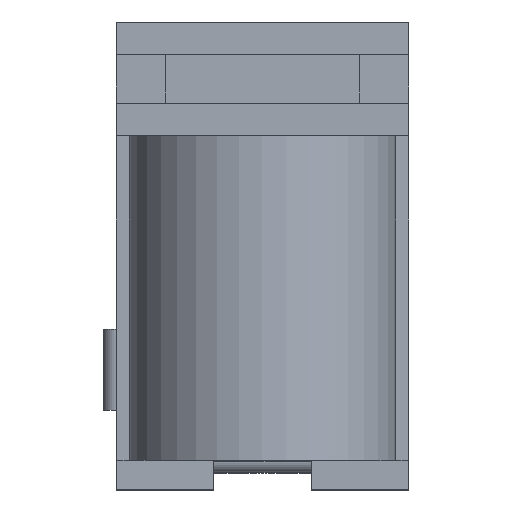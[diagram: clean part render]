
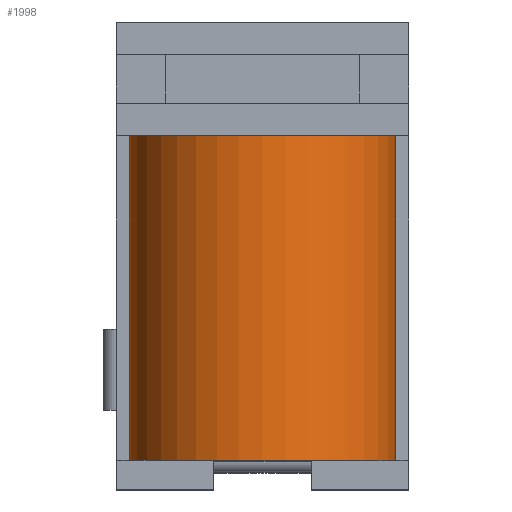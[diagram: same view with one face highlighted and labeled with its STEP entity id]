
A CAD part, top view. The second image highlights one B-rep face of the part: STEP entity #1998.
In plain terms, the highlighted cylindrical face has radius 4.1 mm (diameter 8.2 mm), a partial arc.
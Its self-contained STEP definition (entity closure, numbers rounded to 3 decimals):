
#428 = PLANE('',#429);
#429 = AXIS2_PLACEMENT_3D('',#430,#431,#432);
#430 = CARTESIAN_POINT('',(0.,4.2,5.5));
#431 = DIRECTION('',(0.,1.,0.));
#432 = DIRECTION('',(0.,0.,1.));
#951 = PLANE('',#952);
#952 = AXIS2_PLACEMENT_3D('',#953,#954,#955);
#953 = CARTESIAN_POINT('',(0.,-5.8,4.459));
#954 = DIRECTION('',(0.,-1.,0.));
#955 = DIRECTION('',(0.,0.,-1.));
#977 = PLANE('',#978);
#978 = AXIS2_PLACEMENT_3D('',#979,#980,#981);
#979 = CARTESIAN_POINT('',(4.5,4.2,6.5));
#980 = DIRECTION('',(0.,0.,-1.));
#981 = DIRECTION('',(-1.,0.,0.));
#1017 = VERTEX_POINT('',#1018);
#1018 = CARTESIAN_POINT('',(4.1,4.2,6.5));
#1039 = EDGE_CURVE('',#1017,#1040,#1042,.T.);
#1040 = VERTEX_POINT('',#1041);
#1041 = CARTESIAN_POINT('',(-4.1,4.2,6.5));
#1042 = SURFACE_CURVE('',#1043,(#1048,#1059),.PCURVE_S1.);
#1043 = CIRCLE('',#1044,4.1);
#1044 = AXIS2_PLACEMENT_3D('',#1045,#1046,#1047);
#1045 = CARTESIAN_POINT('',(0.,4.2,6.5));
#1046 = DIRECTION('',(0.,-1.,0.));
#1047 = DIRECTION('',(1.,0.,0.));
#1048 = PCURVE('',#428,#1049);
#1049 = DEFINITIONAL_REPRESENTATION('',(#1050),#1058);
#1050 = ( BOUNDED_CURVE() B_SPLINE_CURVE(2,(#1051,#1052,#1053,#1054,
#1055,#1056,#1057),.UNSPECIFIED.,.T.,.F.) B_SPLINE_CURVE_WITH_KNOTS((1,2
    ,2,2,2,1),(-2.094,0.,2.094,4.189,
6.283,8.378),.UNSPECIFIED.) CURVE() 
GEOMETRIC_REPRESENTATION_ITEM() RATIONAL_B_SPLINE_CURVE((1.,0.5,1.,0.5,
1.,0.5,1.)) REPRESENTATION_ITEM('') );
#1051 = CARTESIAN_POINT('',(1.,4.1));
#1052 = CARTESIAN_POINT('',(8.101,4.1));
#1053 = CARTESIAN_POINT('',(4.551,-2.05));
#1054 = CARTESIAN_POINT('',(1.,-8.2));
#1055 = CARTESIAN_POINT('',(-2.551,-2.05));
#1056 = CARTESIAN_POINT('',(-6.101,4.1));
#1057 = CARTESIAN_POINT('',(1.,4.1));
#1058 = ( GEOMETRIC_REPRESENTATION_CONTEXT(2) 
PARAMETRIC_REPRESENTATION_CONTEXT() REPRESENTATION_CONTEXT('2D SPACE',''
  ) );
#1059 = PCURVE('',#1060,#1065);
#1060 = CYLINDRICAL_SURFACE('',#1061,4.1);
#1061 = AXIS2_PLACEMENT_3D('',#1062,#1063,#1064);
#1062 = CARTESIAN_POINT('',(0.,4.2,6.5));
#1063 = DIRECTION('',(0.,1.,0.));
#1064 = DIRECTION('',(1.,0.,0.));
#1065 = DEFINITIONAL_REPRESENTATION('',(#1066),#1069);
#1066 = B_SPLINE_CURVE_WITH_KNOTS('',1,(#1067,#1068),.UNSPECIFIED.,.F.,
  .F.,(2,2),(0.,3.142),.PIECEWISE_BEZIER_KNOTS.);
#1067 = CARTESIAN_POINT('',(0.,0.));
#1068 = CARTESIAN_POINT('',(-3.142,0.));
#1069 = ( GEOMETRIC_REPRESENTATION_CONTEXT(2) 
PARAMETRIC_REPRESENTATION_CONTEXT() REPRESENTATION_CONTEXT('2D SPACE',''
  ) );
#1085 = PLANE('',#1086);
#1086 = AXIS2_PLACEMENT_3D('',#1087,#1088,#1089);
#1087 = CARTESIAN_POINT('',(-4.5,4.2,6.5));
#1088 = DIRECTION('',(0.,0.,1.));
#1089 = DIRECTION('',(1.,0.,0.));
#1776 = VERTEX_POINT('',#1777);
#1777 = CARTESIAN_POINT('',(4.1,-5.8,6.5));
#1798 = EDGE_CURVE('',#1017,#1776,#1799,.T.);
#1799 = SURFACE_CURVE('',#1800,(#1804,#1811),.PCURVE_S1.);
#1800 = LINE('',#1801,#1802);
#1801 = CARTESIAN_POINT('',(4.1,4.2,6.5));
#1802 = VECTOR('',#1803,1.);
#1803 = DIRECTION('',(0.,-1.,0.));
#1804 = PCURVE('',#977,#1805);
#1805 = DEFINITIONAL_REPRESENTATION('',(#1806),#1810);
#1806 = LINE('',#1807,#1808);
#1807 = CARTESIAN_POINT('',(0.4,0.));
#1808 = VECTOR('',#1809,1.);
#1809 = DIRECTION('',(0.,-1.));
#1810 = ( GEOMETRIC_REPRESENTATION_CONTEXT(2) 
PARAMETRIC_REPRESENTATION_CONTEXT() REPRESENTATION_CONTEXT('2D SPACE',''
  ) );
#1811 = PCURVE('',#1060,#1812);
#1812 = DEFINITIONAL_REPRESENTATION('',(#1813),#1816);
#1813 = B_SPLINE_CURVE_WITH_KNOTS('',1,(#1814,#1815),.UNSPECIFIED.,.F.,
  .F.,(2,2),(0.,10.),.PIECEWISE_BEZIER_KNOTS.);
#1814 = CARTESIAN_POINT('',(0.,0.));
#1815 = CARTESIAN_POINT('',(0.,-10.));
#1816 = ( GEOMETRIC_REPRESENTATION_CONTEXT(2) 
PARAMETRIC_REPRESENTATION_CONTEXT() REPRESENTATION_CONTEXT('2D SPACE',''
  ) );
#1902 = EDGE_CURVE('',#1776,#1903,#1905,.T.);
#1903 = VERTEX_POINT('',#1904);
#1904 = CARTESIAN_POINT('',(-4.1,-5.8,6.5));
#1905 = SURFACE_CURVE('',#1906,(#1911,#1918),.PCURVE_S1.);
#1906 = CIRCLE('',#1907,4.1);
#1907 = AXIS2_PLACEMENT_3D('',#1908,#1909,#1910);
#1908 = CARTESIAN_POINT('',(0.,-5.8,6.5));
#1909 = DIRECTION('',(0.,-1.,0.));
#1910 = DIRECTION('',(1.,0.,0.));
#1911 = PCURVE('',#951,#1912);
#1912 = DEFINITIONAL_REPRESENTATION('',(#1913),#1917);
#1913 = CIRCLE('',#1914,4.1);
#1914 = AXIS2_PLACEMENT_2D('',#1915,#1916);
#1915 = CARTESIAN_POINT('',(-2.041,0.));
#1916 = DIRECTION('',(0.,1.));
#1917 = ( GEOMETRIC_REPRESENTATION_CONTEXT(2) 
PARAMETRIC_REPRESENTATION_CONTEXT() REPRESENTATION_CONTEXT('2D SPACE',''
  ) );
#1918 = PCURVE('',#1060,#1919);
#1919 = DEFINITIONAL_REPRESENTATION('',(#1920),#1923);
#1920 = B_SPLINE_CURVE_WITH_KNOTS('',1,(#1921,#1922),.UNSPECIFIED.,.F.,
  .F.,(2,2),(0.,3.142),.PIECEWISE_BEZIER_KNOTS.);
#1921 = CARTESIAN_POINT('',(0.,-10.));
#1922 = CARTESIAN_POINT('',(-3.142,-10.));
#1923 = ( GEOMETRIC_REPRESENTATION_CONTEXT(2) 
PARAMETRIC_REPRESENTATION_CONTEXT() REPRESENTATION_CONTEXT('2D SPACE',''
  ) );
#1978 = EDGE_CURVE('',#1040,#1903,#1979,.T.);
#1979 = SURFACE_CURVE('',#1980,(#1984,#1991),.PCURVE_S1.);
#1980 = LINE('',#1981,#1982);
#1981 = CARTESIAN_POINT('',(-4.1,4.2,6.5));
#1982 = VECTOR('',#1983,1.);
#1983 = DIRECTION('',(0.,-1.,0.));
#1984 = PCURVE('',#1085,#1985);
#1985 = DEFINITIONAL_REPRESENTATION('',(#1986),#1990);
#1986 = LINE('',#1987,#1988);
#1987 = CARTESIAN_POINT('',(0.4,0.));
#1988 = VECTOR('',#1989,1.);
#1989 = DIRECTION('',(0.,-1.));
#1990 = ( GEOMETRIC_REPRESENTATION_CONTEXT(2) 
PARAMETRIC_REPRESENTATION_CONTEXT() REPRESENTATION_CONTEXT('2D SPACE',''
  ) );
#1991 = PCURVE('',#1060,#1992);
#1992 = DEFINITIONAL_REPRESENTATION('',(#1993),#1996);
#1993 = B_SPLINE_CURVE_WITH_KNOTS('',1,(#1994,#1995),.UNSPECIFIED.,.F.,
  .F.,(2,2),(0.,10.),.PIECEWISE_BEZIER_KNOTS.);
#1994 = CARTESIAN_POINT('',(-3.142,0.));
#1995 = CARTESIAN_POINT('',(-3.142,-10.));
#1996 = ( GEOMETRIC_REPRESENTATION_CONTEXT(2) 
PARAMETRIC_REPRESENTATION_CONTEXT() REPRESENTATION_CONTEXT('2D SPACE',''
  ) );
#1998 = ADVANCED_FACE('',(#1999),#1060,.T.);
#1999 = FACE_BOUND('',#2000,.F.);
#2000 = EDGE_LOOP('',(#2001,#2002,#2003,#2004));
#2001 = ORIENTED_EDGE('',*,*,#1798,.T.);
#2002 = ORIENTED_EDGE('',*,*,#1902,.T.);
#2003 = ORIENTED_EDGE('',*,*,#1978,.F.);
#2004 = ORIENTED_EDGE('',*,*,#1039,.F.);
